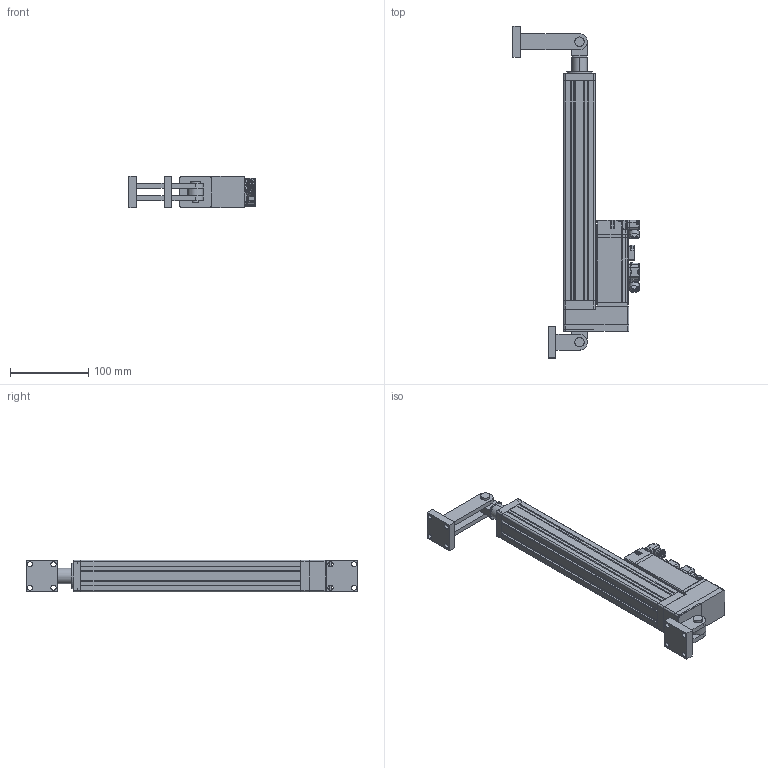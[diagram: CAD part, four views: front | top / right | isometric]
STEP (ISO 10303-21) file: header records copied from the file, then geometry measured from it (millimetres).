
FILE_DESCRIPTION (( 'STEP AP214' ), '1' );
FILE_NAME ('RLA40-2QX-0.85KN-R230-100MMS.STEP', '2025-01-14T00:06:22', ( '微软用户' ), ( '微软中国' ), 'SwSTEP 2.0', 'SolidWorks 2022', '' );
FILE_SCHEMA (( 'AUTOMOTIVE_DESIGN' ));
Length unit declared in the file: millimetre
Products named in the file (44): 复件 _1-SO-192530001_1_1_1.stp^复件 MS1H1-10B30CB-A332Z_1_ASM_1_ASM_ASM.stp_复件 MS1H1-10B30CB-A332Z_ASM_1-35348_ASM.stp_复件 MS1H1-10B30CB-A332Z_ASM_1-35383_ASM.stp_复件 MS1H1-10B30CB-A332Z-S_AS~; 复件 100W-3000带刹车^RLA40-2QX-0.85KN-R200-100MMS; 复件 PLAIN_PARALLEL_KEYS-1-SOLID1_1_.stp^复件 MS1H1-10B30CB-A332Z_1_ASM_1_ASM_ASM.stp_复件 MS1H1-10B30CB-A332Z_ASM_1-35348_ASM.stp_复件 MS1H1-10B30CB-A332Z_ASM_1-35383_ASM.stp_复件 MS1H1-10B30CB-~; 复件 31090644--1-SOL000_1_1_1.stp^复件 MS1H1-10B30CB-A332Z_1_ASM_1_ASM_ASM.stp_复件 MS1H1-10B30CB-A332Z_ASM_1-35348_ASM.stp_复件 MS1H1-10B30CB-A332Z_ASM_1-35383_ASM.stp_复件 MS1H1-10B30CB-A332Z-S~; 复件 _1-SO-657780001_1_1_1.stp^复件 MS1H1-10B30CB-A332Z_1_ASM_1_ASM_ASM.stp_复件 MS1H1-10B30CB-A332Z_ASM_1-35348_ASM.stp_复件 MS1H1-10B30CB-A332Z_ASM_1-35383_ASM.stp_复件 MS1H1-10B30CB-A332Z-S_AS~; 复件 _1-SO-142980001_1_1_1.stp^复件 MS1H1-10B30CB-A332Z_1_ASM_1_ASM_ASM.stp_复件 MS1H1-10B30CB-A332Z_ASM_1-35348_ASM.stp_复件 MS1H1-10B30CB-A332Z_ASM_1-35383_ASM.stp_复件 MS1H1-10B30CB-A332Z-S_AS~; 复件 30_1_1_1.stp^复件 MS1H1-10B30CB-A332Z_1_ASM_1_ASM_ASM.stp_复件 MS1H1-10B30CB-A332Z_ASM_1-35348_ASM.stp_复件 MS1H1-10B30CB-A332Z_ASM_1-35383_ASM.stp_复件 MS1H1-10B30CB-A332Z-S_ASM_1_ASM.stp_复~; 复件 MS1H1-10B30CB-A332Z-S_ASM_1_ASM.stp^复件 MS1H1-10B30CB-(x)332Z.stp_复件 100W-3000带刹车_RLA40-2QX-0.85KN-R200-100MMS; 复件 轴承座^RLA40-2QX-0.85KN-R200-100MMS; 复件 MS1H1-10B30CB-(x)332Z.stp^复件 100W-3000带刹车_RLA40-2QX-0.85KN-R200-100MMS; 复件 60_1_1_1.stp^复件 MS1H1-10B30CB-A332Z_1_ASM_1_ASM_ASM.stp_复件 MS1H1-10B30CB-A332Z_ASM_1-35348_ASM.stp_复件 MS1H1-10B30CB-A332Z_ASM_1-35383_ASM.stp_复件 MS1H1-10B30CB-A332Z-S_ASM_1_ASM.stp_复~; 复件 31090646--1-SOL000_1_1_1.stp^复件 MS1H1-10B30CB-A332Z_1_ASM_1_ASM_ASM.stp_复件 MS1H1-10B30CB-A332Z_ASM_1-35348_ASM.stp_复件 MS1H1-10B30CB-A332Z_ASM_1-35383_ASM.stp_复件 MS1H1-10B30CB-A332Z-S~; 复件 MS1H1-10B30CB-A332Z_ASM_1-35383_ASM.stp^复件 MS1H1-10B30CB-A332Z-S_ASM_1_ASM.stp_复件 MS1H1-10B30CB-(x)332Z.stp_复件 100W-3000带刹车_RLA40-2QX-0.85KN-R200-100MMS; 复件 _1-SO-180210001_1_1_1.stp^复件 MS1H1-10B30CB-A332Z_1_ASM_1_ASM_ASM.stp_复件 MS1H1-10B30CB-A332Z_ASM_1-35348_ASM.stp_复件 MS1H1-10B30CB-A332Z_ASM_1-35383_ASM.stp_复件 MS1H1-10B30CB-A332Z-S_AS~; 复件 前法兰^RLA40-2QX-0.85KN-R200-100MMS; 复件 活塞杆^RLA40-2QX-0.85KN-R200-100MMS; RLA40-2QX-0.85KN-R230-100MMS; 复件 22060240_3_1.stp^复件 MS1H1-10B30CB-A332Z-S_ASM_1_ASM.stp_复件 MS1H1-10B30CB-(x)332Z.stp_复件 100W-3000带刹车_RLA40-2QX-0.85KN-R200-100MMS; 复件 _1-SO-581010001_1_1_1.stp^复件 MS1H1-10B30CB-A332Z_1_ASM_1_ASM_ASM.stp_复件 MS1H1-10B30CB-A332Z_ASM_1-35348_ASM.stp_复件 MS1H1-10B30CB-A332Z_ASM_1-35383_ASM.stp_复件 MS1H1-10B30CB-A332Z-S_AS~; 长鱼眼支架; 复件 MS1H1-10B30CB-A332Z_1_ASM_1_ASM_ASM.stp^复件 MS1H1-10B30CB-A332Z_ASM_1-35348_ASM.stp_复件 MS1H1-10B30CB-A332Z_ASM_1-35383_ASM.stp_复件 MS1H1-10B30CB-A332Z-S_ASM_1_ASM.stp_复件 MS1H1-10B30CB-~; 复件 _1-SO-257970001_1_1_1.stp^复件 MS1H1-10B30CB-A332Z_1_ASM_1_ASM_ASM.stp_复件 MS1H1-10B30CB-A332Z_ASM_1-35348_ASM.stp_复件 MS1H1-10B30CB-A332Z_ASM_1-35383_ASM.stp_复件 MS1H1-10B30CB-A332Z-S_AS~; 复件 10_1_1_1.stp^复件 MS1H1-10B30CB-A332Z_1_ASM_1_ASM_ASM.stp_复件 MS1H1-10B30CB-A332Z_ASM_1-35348_ASM.stp_复件 MS1H1-10B30CB-A332Z_ASM_1-35383_ASM.stp_复件 MS1H1-10B30CB-A332Z-S_ASM_1_ASM.stp_复~; 复件 _1-SO-37490001_1_1_1.stp^复件 MS1H1-10B30CB-A332Z_1_ASM_1_ASM_ASM.stp_复件 MS1H1-10B30CB-A332Z_ASM_1-35348_ASM.stp_复件 MS1H1-10B30CB-A332Z_ASM_1-35383_ASM.stp_复件 MS1H1-10B30CB-A332Z-S_ASM~; 复件 鱼眼支架^RLA40-2QX-0.85KN-R200-100MMS; 复件 双销耳^RLA40-2QX-0.85KN-R200-100MMS; 复件 底板鱼眼^RLA40-2QX-0.85KN-R200-100MMS; 复件 _1-SO-366180001_1_1_1.stp^复件 MS1H1-10B30CB-A332Z_1_ASM_1_ASM_ASM.stp_复件 MS1H1-10B30CB-A332Z_ASM_1-35348_ASM.stp_复件 MS1H1-10B30CB-A332Z_ASM_1-35383_ASM.stp_复件 MS1H1-10B30CB-A332Z-S_AS~; 复件 缸筒^RLA40-2QX-0.85KN-R200-100MMS; 复件 _1-SO-660700001_1_1_1.stp^复件 MS1H1-10B30CB-A332Z_1_ASM_1_ASM_ASM.stp_复件 MS1H1-10B30CB-A332Z_ASM_1-35348_ASM.stp_复件 MS1H1-10B30CB-A332Z_ASM_1-35383_ASM.stp_复件 MS1H1-10B30CB-A332Z-S_AS~; 复件 _1-SO-509850001_1_1_1.stp^复件 MS1H1-10B30CB-A332Z_1_ASM_1_ASM_ASM.stp_复件 MS1H1-10B30CB-A332Z_ASM_1-35348_ASM.stp_复件 MS1H1-10B30CB-A332Z_ASM_1-35383_ASM.stp_复件 MS1H1-10B30CB-A332Z-S_AS~; 复件 21E8-005-1072-P4_2_1_1_1.stp^复件 MS1H1-10B30CB-A332Z-S_ASM_1_ASM.stp_复件 MS1H1-10B30CB-(x)332Z.stp_复件 100W-3000带刹车_RLA40-2QX-0.85KN-R200-100MMS; 复件 _1-SOLI00_1_1_1.stp^复件 MS1H1-10B30CB-A332Z_1_ASM_1_ASM_ASM.stp_复件 MS1H1-10B30CB-A332Z_ASM_1-35348_ASM.stp_复件 MS1H1-10B30CB-A332Z_ASM_1-35383_ASM.stp_复件 MS1H1-10B30CB-A332Z-S_ASM_1_AS~; 复件 MS1H1-10B30CB-A332Z_ASM_1-35348_ASM.stp^复件 MS1H1-10B30CB-A332Z_ASM_1-35383_ASM.stp_复件 MS1H1-10B30CB-A332Z-S_ASM_1_ASM.stp_复件 MS1H1-10B30CB-(x)332Z.stp_复件 100W-3000带刹车_RLA40-2QX-0.85K~; 复件 _1-SO-456000001_1_1_1.stp^复件 MS1H1-10B30CB-A332Z_1_ASM_1_ASM_ASM.stp_复件 MS1H1-10B30CB-A332Z_ASM_1-35348_ASM.stp_复件 MS1H1-10B30CB-A332Z_ASM_1-35383_ASM.stp_复件 MS1H1-10B30CB-A332Z-S_AS~; 复件 _1-SO-652320001_1_1_1.stp^复件 MS1H1-10B30CB-A332Z_1_ASM_1_ASM_ASM.stp_复件 MS1H1-10B30CB-A332Z_ASM_1-35348_ASM.stp_复件 MS1H1-10B30CB-A332Z_ASM_1-35383_ASM.stp_复件 MS1H1-10B30CB-A332Z-S_AS~; 复件 _1-SO-856720001_1_1_1.stp^复件 MS1H1-10B30CB-A332Z_1_ASM_1_ASM_ASM.stp_复件 MS1H1-10B30CB-A332Z_ASM_1-35348_ASM.stp_复件 MS1H1-10B30CB-A332Z_ASM_1-35383_ASM.stp_复件 MS1H1-10B30CB-A332Z-S_AS~; 复件 盖板^RLA40-2QX-0.85KN-R200-100MMS; 复件 箱体^RLA40-2QX-0.85KN-R200-100MMS; 复件 22050011-LJ_4_1_1_1.stp^复件 MS1H1-10B30CB-A332Z-S_ASM_1_ASM.stp_复件 MS1H1-10B30CB-(x)332Z.stp_复件 100W-3000带刹车_RLA40-2QX-0.85KN-R200-100MMS ...
Assembly tree (46 placements, depth 8):
  RLA40-2QX-0.85KN-R230-100MMS
    复件 箱体^RLA40-2QX-0.85KN-R200-100MMS
    复件 轴承座^RLA40-2QX-0.85KN-R200-100MMS
    复件 缸筒^RLA40-2QX-0.85KN-R200-100MMS
    复件 前法兰^RLA40-2QX-0.85KN-R200-100MMS
    复件 双销耳^RLA40-2QX-0.85KN-R200-100MMS
    复件 活塞杆^RLA40-2QX-0.85KN-R200-100MMS
    复件 盖板^RLA40-2QX-0.85KN-R200-100MMS
    复件 底板鱼眼^RLA40-2QX-0.85KN-R200-100MMS
    复件 100W-3000带刹车^RLA40-2QX-0.85KN-R200-100MMS
      复件 MS1H1-10B30CB-(x)332Z.stp^复件 100W-3000带刹车_RLA40-2QX-0.85KN-R200-100MMS
        复件 MS1H1-10B30CB-A332Z-S_ASM_1_ASM.stp^复件 MS1H1-10B30CB-(x)332Z.stp_复件 100W-3000带刹车_RLA40-2QX-0.85KN-R200-100MMS
          复件 MS1H1-10B30CB-A332Z_ASM_1-35383_ASM.stp^复件 MS1H1-10B30CB-A332Z-S_ASM_1_ASM.stp_复件 MS1H1-10B30CB-(x)332Z.stp_复件 100W-3000带刹车_RLA40-2QX-0.85KN-R200-100MMS
            复件 MS1H1-10B30CB-A332Z_ASM_1-35348_ASM.stp^复件 MS1H1-10B30CB-A332Z_ASM_1-35383_ASM.stp_复件 MS1H1-10B30CB-A332Z-S_ASM_1_ASM.stp_复件 MS1H1-10B30CB-(x)332Z.stp_复件 100W-3000带刹车_RLA40-2QX-0.85K~
              复件 MS1H1-10B30CB-A332Z_1_ASM_1_ASM_ASM.stp^复件 MS1H1-10B30CB-A332Z_ASM_1-35348_ASM.stp_复件 MS1H1-10B30CB-A332Z_ASM_1-35383_ASM.stp_复件 MS1H1-10B30CB-A332Z-S_ASM_1_ASM.stp_复件 MS1H1-10B30CB-~
                复件 _1-SO-34370001_1_1_1.stp^复件 MS1H1-10B30CB-A332Z_1_ASM_1_ASM_ASM.stp_复件 MS1H1-10B30CB-A332Z_ASM_1-35348_ASM.stp_复件 MS1H1-10B30CB-A332Z_ASM_1-35383_ASM.stp_复件 MS1H1-10B30CB-A332Z-S_ASM~
                复件 _1-SO-37490001_1_1_1.stp^复件 MS1H1-10B30CB-A332Z_1_ASM_1_ASM_ASM.stp_复件 MS1H1-10B30CB-A332Z_ASM_1-35348_ASM.stp_复件 MS1H1-10B30CB-A332Z_ASM_1-35383_ASM.stp_复件 MS1H1-10B30CB-A332Z-S_ASM~
                复件 _1-SOLI00_1_1_1.stp^复件 MS1H1-10B30CB-A332Z_1_ASM_1_ASM_ASM.stp_复件 MS1H1-10B30CB-A332Z_ASM_1-35348_ASM.stp_复件 MS1H1-10B30CB-A332Z_ASM_1-35383_ASM.stp_复件 MS1H1-10B30CB-A332Z-S_ASM_1_AS~
                复件 _1-SO-142980001_1_1_1.stp^复件 MS1H1-10B30CB-A332Z_1_ASM_1_ASM_ASM.stp_复件 MS1H1-10B30CB-A332Z_ASM_1-35348_ASM.stp_复件 MS1H1-10B30CB-A332Z_ASM_1-35383_ASM.stp_复件 MS1H1-10B30CB-A332Z-S_AS~
                复件 _1-SO-180210001_1_1_1.stp^复件 MS1H1-10B30CB-A332Z_1_ASM_1_ASM_ASM.stp_复件 MS1H1-10B30CB-A332Z_ASM_1-35348_ASM.stp_复件 MS1H1-10B30CB-A332Z_ASM_1-35383_ASM.stp_复件 MS1H1-10B30CB-A332Z-S_AS~
                复件 _1-SO-192530001_1_1_1.stp^复件 MS1H1-10B30CB-A332Z_1_ASM_1_ASM_ASM.stp_复件 MS1H1-10B30CB-A332Z_ASM_1-35348_ASM.stp_复件 MS1H1-10B30CB-A332Z_ASM_1-35383_ASM.stp_复件 MS1H1-10B30CB-A332Z-S_AS~
                复件 60_1_1_1.stp^复件 MS1H1-10B30CB-A332Z_1_ASM_1_ASM_ASM.stp_复件 MS1H1-10B30CB-A332Z_ASM_1-35348_ASM.stp_复件 MS1H1-10B30CB-A332Z_ASM_1-35383_ASM.stp_复件 MS1H1-10B30CB-A332Z-S_ASM_1_ASM.stp_复~
                复件 _1-SO-257970001_1_1_1.stp^复件 MS1H1-10B30CB-A332Z_1_ASM_1_ASM_ASM.stp_复件 MS1H1-10B30CB-A332Z_ASM_1-35348_ASM.stp_复件 MS1H1-10B30CB-A332Z_ASM_1-35383_ASM.stp_复件 MS1H1-10B30CB-A332Z-S_AS~
                复件 _1-SO-366180001_1_1_1.stp^复件 MS1H1-10B30CB-A332Z_1_ASM_1_ASM_ASM.stp_复件 MS1H1-10B30CB-A332Z_ASM_1-35348_ASM.stp_复件 MS1H1-10B30CB-A332Z_ASM_1-35383_ASM.stp_复件 MS1H1-10B30CB-A332Z-S_AS~
                复件 _1-SO-456000001_1_1_1.stp^复件 MS1H1-10B30CB-A332Z_1_ASM_1_ASM_ASM.stp_复件 MS1H1-10B30CB-A332Z_ASM_1-35348_ASM.stp_复件 MS1H1-10B30CB-A332Z_ASM_1-35383_ASM.stp_复件 MS1H1-10B30CB-A332Z-S_AS~
                复件 PLAIN_PARALLEL_KEYS-1-SOLID1_1_.stp^复件 MS1H1-10B30CB-A332Z_1_ASM_1_ASM_ASM.stp_复件 MS1H1-10B30CB-A332Z_ASM_1-35348_ASM.stp_复件 MS1H1-10B30CB-A332Z_ASM_1-35383_ASM.stp_复件 MS1H1-10B30CB-~
                复件 _1-SO-509850001_1_1_1.stp^复件 MS1H1-10B30CB-A332Z_1_ASM_1_ASM_ASM.stp_复件 MS1H1-10B30CB-A332Z_ASM_1-35348_ASM.stp_复件 MS1H1-10B30CB-A332Z_ASM_1-35383_ASM.stp_复件 MS1H1-10B30CB-A332Z-S_AS~
                复件 _1-SO-581010001_1_1_1.stp^复件 MS1H1-10B30CB-A332Z_1_ASM_1_ASM_ASM.stp_复件 MS1H1-10B30CB-A332Z_ASM_1-35348_ASM.stp_复件 MS1H1-10B30CB-A332Z_ASM_1-35383_ASM.stp_复件 MS1H1-10B30CB-A332Z-S_AS~
                复件 _1-SO-652320001_1_1_1.stp^复件 MS1H1-10B30CB-A332Z_1_ASM_1_ASM_ASM.stp_复件 MS1H1-10B30CB-A332Z_ASM_1-35348_ASM.stp_复件 MS1H1-10B30CB-A332Z_ASM_1-35383_ASM.stp_复件 MS1H1-10B30CB-A332Z-S_AS~
                复件 _1-SO-657780001_1_1_1.stp^复件 MS1H1-10B30CB-A332Z_1_ASM_1_ASM_ASM.stp_复件 MS1H1-10B30CB-A332Z_ASM_1-35348_ASM.stp_复件 MS1H1-10B30CB-A332Z_ASM_1-35383_ASM.stp_复件 MS1H1-10B30CB-A332Z-S_AS~
                复件 _1-SO-660700001_1_1_1.stp^复件 MS1H1-10B30CB-A332Z_1_ASM_1_ASM_ASM.stp_复件 MS1H1-10B30CB-A332Z_ASM_1-35348_ASM.stp_复件 MS1H1-10B30CB-A332Z_ASM_1-35383_ASM.stp_复件 MS1H1-10B30CB-A332Z-S_AS~
                复件 30_1_1_1.stp^复件 MS1H1-10B30CB-A332Z_1_ASM_1_ASM_ASM.stp_复件 MS1H1-10B30CB-A332Z_ASM_1-35348_ASM.stp_复件 MS1H1-10B30CB-A332Z_ASM_1-35383_ASM.stp_复件 MS1H1-10B30CB-A332Z-S_ASM_1_ASM.stp_复~
                复件 31090519--MS1H1-100001_1_1_1.stp^复件 MS1H1-10B30CB-A332Z_1_ASM_1_ASM_ASM.stp_复件 MS1H1-10B30CB-A332Z_ASM_1-35348_ASM.stp_复件 MS1H1-10B30CB-A332Z_ASM_1-35383_ASM.stp_复件 MS1H1-10B30CB-A33~
                复件 31090644--1-SOL000_1_1_1.stp^复件 MS1H1-10B30CB-A332Z_1_ASM_1_ASM_ASM.stp_复件 MS1H1-10B30CB-A332Z_ASM_1-35348_ASM.stp_复件 MS1H1-10B30CB-A332Z_ASM_1-35383_ASM.stp_复件 MS1H1-10B30CB-A332Z-S~
                复件 31090646--1-SOL000_1_1_1.stp^复件 MS1H1-10B30CB-A332Z_1_ASM_1_ASM_ASM.stp_复件 MS1H1-10B30CB-A332Z_ASM_1-35348_ASM.stp_复件 MS1H1-10B30CB-A332Z_ASM_1-35383_ASM.stp_复件 MS1H1-10B30CB-A332Z-S~
                复件 _1-SO-856720001_1_1_1.stp^复件 MS1H1-10B30CB-A332Z_1_ASM_1_ASM_ASM.stp_复件 MS1H1-10B30CB-A332Z_ASM_1-35348_ASM.stp_复件 MS1H1-10B30CB-A332Z_ASM_1-35383_ASM.stp_复件 MS1H1-10B30CB-A332Z-S_AS~
                复件 10_1_1_1.stp^复件 MS1H1-10B30CB-A332Z_1_ASM_1_ASM_ASM.stp_复件 MS1H1-10B30CB-A332Z_ASM_1-35348_ASM.stp_复件 MS1H1-10B30CB-A332Z_ASM_1-35383_ASM.stp_复件 MS1H1-10B30CB-A332Z-S_ASM_1_ASM.stp_复~
          复件 22050011-LJ_4_1_1_1.stp^复件 MS1H1-10B30CB-A332Z-S_ASM_1_ASM.stp_复件 MS1H1-10B30CB-(x)332Z.stp_复件 100W-3000带刹车_RLA40-2QX-0.85KN-R200-100MMS  x2
          复件 21E8-005-1072-P4_2_1_1_1.stp^复件 MS1H1-10B30CB-A332Z-S_ASM_1_ASM.stp_复件 MS1H1-10B30CB-(x)332Z.stp_复件 100W-3000带刹车_RLA40-2QX-0.85KN-R200-100MMS
          复件 21E8-005-1073-P4_2_1_1_1.stp^复件 MS1H1-10B30CB-A332Z-S_ASM_1_ASM.stp_复件 MS1H1-10B30CB-(x)332Z.stp_复件 100W-3000带刹车_RLA40-2QX-0.85KN-R200-100MMS
          复件 22060240_3_1.stp^复件 MS1H1-10B30CB-A332Z-S_ASM_1_ASM.stp_复件 MS1H1-10B30CB-(x)332Z.stp_复件 100W-3000带刹车_RLA40-2QX-0.85KN-R200-100MMS  x2
    复件 鱼眼支架^RLA40-2QX-0.85KN-R200-100MMS
    长鱼眼支架
    零件11^RLA40-2QX-0.85KN-R200-100MMS  x2
Bounding box: 161.1 x 423 x 40 mm (x, y, z)
Volume: 642429.3 mm3; surface area: 225091.2 mm2
Topology: 38 solids, 42 shells, 2105 faces, 5605 edges, 3661 vertices
Faces by surface type: plane 1234, cylinder 665, torus 88, bspline 67, cone 41, sphere 10
Entity records: 69996 total; most frequent: CARTESIAN_POINT 16341, ORIENTED_EDGE 10906, DIRECTION 10759, EDGE_CURVE 5457, AXIS2_PLACEMENT_3D 3604, VERTEX_POINT 3569, VECTOR 3551, LINE 3551
